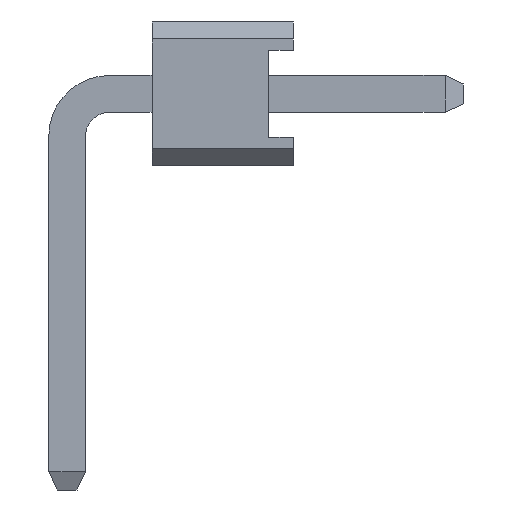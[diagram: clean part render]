
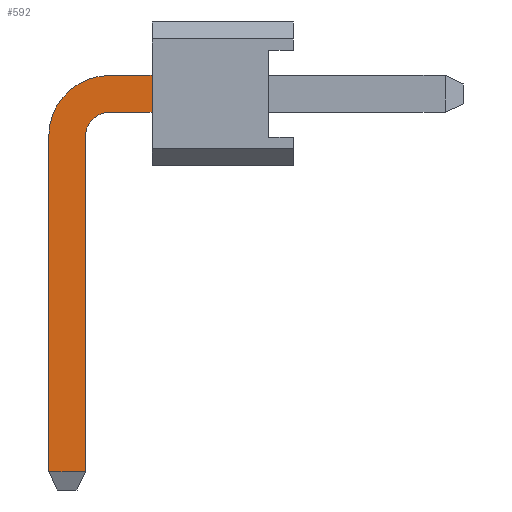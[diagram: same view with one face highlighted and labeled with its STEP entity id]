
A CAD part, left-side view. The second image highlights one B-rep face of the part: STEP entity #592.
In plain terms, the highlighted planar face has unit normal (-1, 0, 0).
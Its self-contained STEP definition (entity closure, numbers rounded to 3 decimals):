
#592 = ADVANCED_FACE ( 'NONE', ( #6084 ), #6082, .F. ) ;
#593 = EDGE_LOOP ( 'NONE', ( #594, #659, #662, #665, #668, #642, #643, #646 ) ) ;
#594 = ORIENTED_EDGE ( 'NONE', *, *, #656, .T. ) ;
#642 = ORIENTED_EDGE ( 'NONE', *, *, #13851, .T. ) ;
#643 = ORIENTED_EDGE ( 'NONE', *, *, #644, .F. ) ;
#644 = EDGE_CURVE ( 'NONE', #645, #13796, #6188, .T. ) ;
#645 = VERTEX_POINT ( 'NONE', #6184 ) ;
#646 = ORIENTED_EDGE ( 'NONE', *, *, #647, .T. ) ;
#647 = EDGE_CURVE ( 'NONE', #645, #657, #6183, .T. ) ;
#656 = EDGE_CURVE ( 'NONE', #657, #658, #6167, .T. ) ;
#657 = VERTEX_POINT ( 'NONE', #6226 ) ;
#658 = VERTEX_POINT ( 'NONE', #6225 ) ;
#659 = ORIENTED_EDGE ( 'NONE', *, *, #660, .T. ) ;
#660 = EDGE_CURVE ( 'NONE', #658, #661, #6224, .T. ) ;
#661 = VERTEX_POINT ( 'NONE', #6220 ) ;
#662 = ORIENTED_EDGE ( 'NONE', *, *, #663, .F. ) ;
#663 = EDGE_CURVE ( 'NONE', #664, #661, #6219, .T. ) ;
#664 = VERTEX_POINT ( 'NONE', #6215 ) ;
#665 = ORIENTED_EDGE ( 'NONE', *, *, #666, .F. ) ;
#666 = EDGE_CURVE ( 'NONE', #667, #664, #6214, .T. ) ;
#667 = VERTEX_POINT ( 'NONE', #6209 ) ;
#668 = ORIENTED_EDGE ( 'NONE', *, *, #669, .T. ) ;
#669 = EDGE_CURVE ( 'NONE', #667, #13873, #6208, .T. ) ;
#6078 = DIRECTION ( 'NONE',  ( 0., 0., -1. ) ) ;
#6079 = DIRECTION ( 'NONE',  ( 1., 0., 0. ) ) ;
#6080 = CARTESIAN_POINT ( 'NONE',  ( -0.325, 3.25, 0.325 ) ) ;
#6081 = AXIS2_PLACEMENT_3D ( 'NONE', #6080, #6079, #6078 ) ;
#6082 = PLANE ( 'NONE',  #6081 ) ;
#6084 = FACE_OUTER_BOUND ( 'NONE', #593, .T. ) ;
#6164 = DIRECTION ( 'NONE',  ( 0., 0., -1. ) ) ;
#6165 = VECTOR ( 'NONE', #6164, 1000. ) ;
#6166 = CARTESIAN_POINT ( 'NONE',  ( -0.325, 4.325, -0.75 ) ) ;
#6167 = LINE ( 'NONE', #6166, #6165 ) ;
#6179 = DIRECTION ( 'NONE',  ( 0., 0., 1. ) ) ;
#6180 = DIRECTION ( 'NONE',  ( -1., 0., 0. ) ) ;
#6181 = CARTESIAN_POINT ( 'NONE',  ( -0.325, 3.25, -0.75 ) ) ;
#6182 = AXIS2_PLACEMENT_3D ( 'NONE', #6181, #6180, #6179 ) ;
#6183 = CIRCLE ( 'NONE', #6182, 1.075 ) ;
#6184 = CARTESIAN_POINT ( 'NONE',  ( -0.325, 3.25, 0.325 ) ) ;
#6185 = DIRECTION ( 'NONE',  ( 0., -1., 0. ) ) ;
#6186 = VECTOR ( 'NONE', #6185, 1000. ) ;
#6187 = CARTESIAN_POINT ( 'NONE',  ( -0.325, 3.25, 0.325 ) ) ;
#6188 = LINE ( 'NONE', #6187, #6186 ) ;
#6205 = DIRECTION ( 'NONE',  ( 0., -1., 0. ) ) ;
#6206 = VECTOR ( 'NONE', #6205, 1000. ) ;
#6207 = CARTESIAN_POINT ( 'NONE',  ( -0.325, 3.25, -0.325 ) ) ;
#6208 = LINE ( 'NONE', #6207, #6206 ) ;
#6209 = CARTESIAN_POINT ( 'NONE',  ( -0.325, 3.25, -0.325 ) ) ;
#6210 = DIRECTION ( 'NONE',  ( 0., 0., 1. ) ) ;
#6211 = DIRECTION ( 'NONE',  ( -1., 0., 0. ) ) ;
#6212 = CARTESIAN_POINT ( 'NONE',  ( -0.325, 3.25, -0.75 ) ) ;
#6213 = AXIS2_PLACEMENT_3D ( 'NONE', #6212, #6211, #6210 ) ;
#6214 = CIRCLE ( 'NONE', #6213, 0.425 ) ;
#6215 = CARTESIAN_POINT ( 'NONE',  ( -0.325, 3.675, -0.75 ) ) ;
#6216 = DIRECTION ( 'NONE',  ( 0., 0., -1. ) ) ;
#6217 = VECTOR ( 'NONE', #6216, 1000. ) ;
#6218 = CARTESIAN_POINT ( 'NONE',  ( -0.325, 3.675, -0.75 ) ) ;
#6219 = LINE ( 'NONE', #6218, #6217 ) ;
#6220 = CARTESIAN_POINT ( 'NONE',  ( -0.325, 3.675, -6.678 ) ) ;
#6221 = DIRECTION ( 'NONE',  ( 0., -1., 0. ) ) ;
#6222 = VECTOR ( 'NONE', #6221, 1000. ) ;
#6223 = CARTESIAN_POINT ( 'NONE',  ( -0.325, 3.25, -6.678 ) ) ;
#6224 = LINE ( 'NONE', #6223, #6222 ) ;
#6225 = CARTESIAN_POINT ( 'NONE',  ( -0.325, 4.325, -6.678 ) ) ;
#6226 = CARTESIAN_POINT ( 'NONE',  ( -0.325, 4.325, -0.75 ) ) ;
#11919 = CARTESIAN_POINT ( 'NONE',  ( -0.325, 2.5, 0.325 ) ) ;
#12024 = DIRECTION ( 'NONE',  ( 0., 0., 1. ) ) ;
#12025 = VECTOR ( 'NONE', #12024, 1000. ) ;
#12026 = CARTESIAN_POINT ( 'NONE',  ( -0.325, 2.5, -1.27 ) ) ;
#12027 = LINE ( 'NONE', #12026, #12025 ) ;
#12050 = CARTESIAN_POINT ( 'NONE',  ( -0.325, 2.5, -0.325 ) ) ;
#13796 = VERTEX_POINT ( 'NONE', #11919 ) ;
#13851 = EDGE_CURVE ( 'NONE', #13873, #13796, #12027, .T. ) ;
#13873 = VERTEX_POINT ( 'NONE', #12050 ) ;
